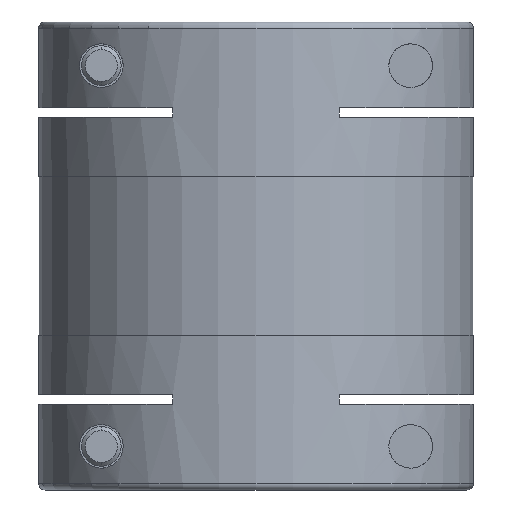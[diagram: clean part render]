
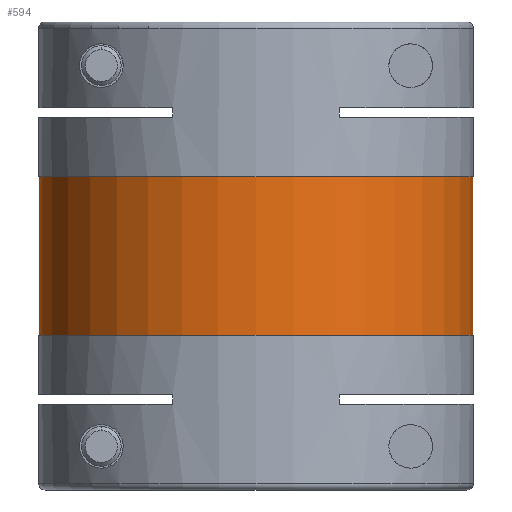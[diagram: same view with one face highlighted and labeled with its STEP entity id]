
A CAD part, front view. The second image highlights one B-rep face of the part: STEP entity #594.
In plain terms, the highlighted cylindrical face has radius 27.35 mm (diameter 54.7 mm), a partial arc.
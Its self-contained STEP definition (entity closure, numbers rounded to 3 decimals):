
#200 = CARTESIAN_POINT ( 'NONE',  ( 27.35, 0., -39.5 ) ) ;
#294 = LINE ( 'NONE', #4653, #5191 ) ;
#423 = DIRECTION ( 'NONE',  ( 0., 0., -1. ) ) ;
#483 = CARTESIAN_POINT ( 'NONE',  ( 0., 0., -19.5 ) ) ;
#515 = VECTOR ( 'NONE', #4558, 1000. ) ;
#588 = EDGE_CURVE ( 'NONE', #3453, #2004, #4645, .T. ) ;
#594 = ADVANCED_FACE ( 'NONE', ( #3944 ), #3459, .T. ) ;
#656 = LINE ( 'NONE', #2831, #515 ) ;
#1375 = CARTESIAN_POINT ( 'NONE',  ( 27.35, 0., -19.5 ) ) ;
#1492 = EDGE_CURVE ( 'NONE', #3199, #3453, #656, .T. ) ;
#1802 = CIRCLE ( 'NONE', #4595, 27.35 ) ;
#1918 = CARTESIAN_POINT ( 'NONE',  ( 0., 0., -39.5 ) ) ;
#1942 = EDGE_LOOP ( 'NONE', ( #3504, #4638, #4857, #5342 ) ) ;
#2004 = VERTEX_POINT ( 'NONE', #3537 ) ;
#2039 = EDGE_CURVE ( 'NONE', #3157, #2004, #294, .T. ) ;
#2326 = EDGE_CURVE ( 'NONE', #3199, #3157, #1802, .T. ) ;
#2831 = CARTESIAN_POINT ( 'NONE',  ( 27.35, 0., -59. ) ) ;
#3157 = VERTEX_POINT ( 'NONE', #4848 ) ;
#3199 = VERTEX_POINT ( 'NONE', #200 ) ;
#3398 = DIRECTION ( 'NONE',  ( 0., 0., 1. ) ) ;
#3453 = VERTEX_POINT ( 'NONE', #1375 ) ;
#3459 = CYLINDRICAL_SURFACE ( 'NONE', #3933, 27.35 ) ;
#3504 = ORIENTED_EDGE ( 'NONE', *, *, #2326, .F. ) ;
#3537 = CARTESIAN_POINT ( 'NONE',  ( -27.35, 0., -19.5 ) ) ;
#3933 = AXIS2_PLACEMENT_3D ( 'NONE', #5184, #3398, #4672 ) ;
#3944 = FACE_OUTER_BOUND ( 'NONE', #1942, .T. ) ;
#4332 = DIRECTION ( 'NONE',  ( -1., 0., 0. ) ) ;
#4467 = AXIS2_PLACEMENT_3D ( 'NONE', #483, #423, #4332 ) ;
#4558 = DIRECTION ( 'NONE',  ( 0., 0., 1. ) ) ;
#4595 = AXIS2_PLACEMENT_3D ( 'NONE', #1918, #5316, #4855 ) ;
#4638 = ORIENTED_EDGE ( 'NONE', *, *, #1492, .T. ) ;
#4645 = CIRCLE ( 'NONE', #4467, 27.35 ) ;
#4653 = CARTESIAN_POINT ( 'NONE',  ( -27.35, 0., -59. ) ) ;
#4672 = DIRECTION ( 'NONE',  ( -1., 0., 0. ) ) ;
#4848 = CARTESIAN_POINT ( 'NONE',  ( -27.35, 0., -39.5 ) ) ;
#4855 = DIRECTION ( 'NONE',  ( -1., 0., 0. ) ) ;
#4857 = ORIENTED_EDGE ( 'NONE', *, *, #588, .T. ) ;
#5184 = CARTESIAN_POINT ( 'NONE',  ( 0., 0., -59. ) ) ;
#5191 = VECTOR ( 'NONE', #5465, 1000. ) ;
#5316 = DIRECTION ( 'NONE',  ( 0., 0., -1. ) ) ;
#5342 = ORIENTED_EDGE ( 'NONE', *, *, #2039, .F. ) ;
#5465 = DIRECTION ( 'NONE',  ( 0., 0., 1. ) ) ;
